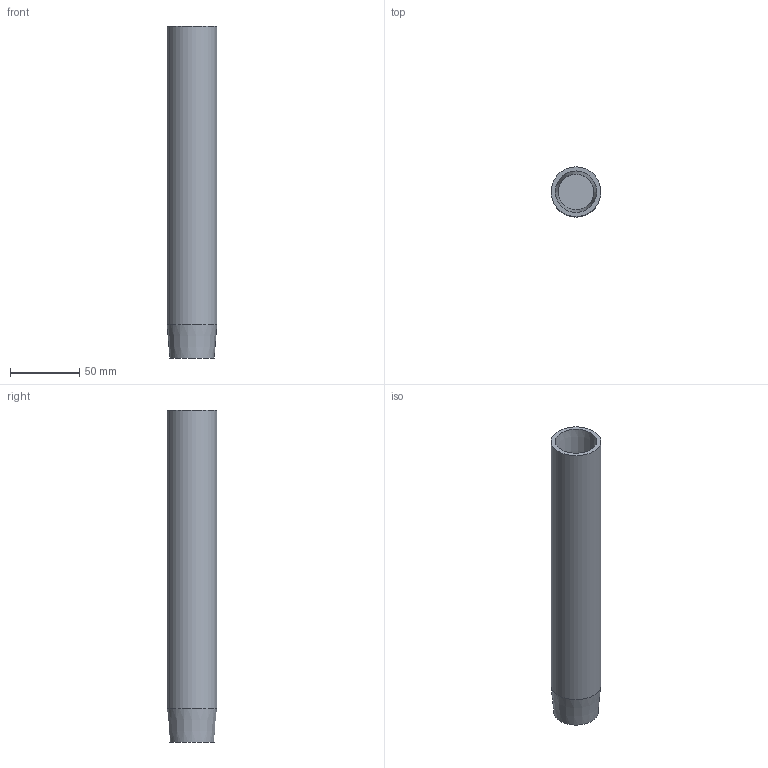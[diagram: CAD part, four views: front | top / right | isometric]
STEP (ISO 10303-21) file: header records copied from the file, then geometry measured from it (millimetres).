
FILE_DESCRIPTION(/* description */ (''),/* implementation_level */ '2;1');
FILE_NAME(/* name */ '2 - Height.step',/* time_stamp */ '2024-05-20T22:27:46+02:00',/* author */ (''),/* organization */ (''),/* preprocessor_version */ 'ST-DEVELOPER v20',/* originating_system */ 'Autodesk Translation Framework v12.20.1.177',/* authorisation */ '');
FILE_SCHEMA (('AUTOMOTIVE_DESIGN { 1 0 10303 214 3 1 1 }'));
Length unit declared in the file: millimetre
Products named in the file (2): stand vesa; Componente2
Assembly tree (1 placements, depth 2):
  stand vesa
    Componente2
Bounding box: 36 x 36 x 240 mm (x, y, z)
Volume: 113785.3 mm3; surface area: 48164.3 mm2
Topology: 1 solids, 1 shells, 7 faces, 10 edges, 6 vertices
Faces by surface type: plane 3, cone 2, cylinder 2
Full cylindrical faces by diameter (mm): 26 x1, 36 x1
Entity records: 207 total; most frequent: DIRECTION 36, CARTESIAN_POINT 26, ORIENTED_EDGE 20, AXIS2_PLACEMENT_3D 16, EDGE_CURVE 10, EDGE_LOOP 8, FACE_OUTER_BOUND 7, ADVANCED_FACE 7
